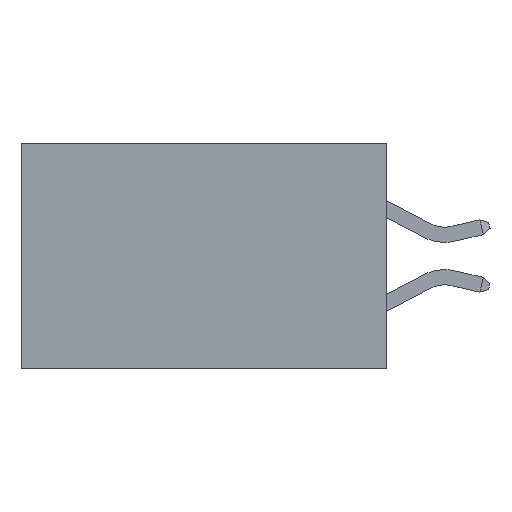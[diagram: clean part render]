
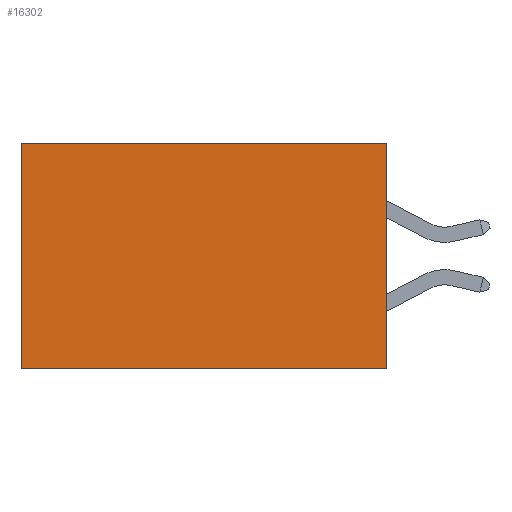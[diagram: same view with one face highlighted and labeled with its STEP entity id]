
A CAD part, left-side view. The second image highlights one B-rep face of the part: STEP entity #16302.
In plain terms, the highlighted planar face has unit normal (-1, 0, 0).
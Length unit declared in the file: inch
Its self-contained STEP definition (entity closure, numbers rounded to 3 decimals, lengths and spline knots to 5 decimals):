
#272 = EDGE_CURVE ( 'NONE', #11136, #12882, #1105, .T. ) ;
#588 = PLANE ( 'NONE',  #4460 ) ;
#1105 = LINE ( 'NONE', #6630, #1373 ) ;
#1373 = VECTOR ( 'NONE', #7638, 39.37008 ) ;
#1613 = CARTESIAN_POINT ( 'NONE',  ( 0.2615, 0.6, 0. ) ) ;
#2289 = EDGE_CURVE ( 'NONE', #11136, #6968, #13195, .T. ) ;
#2337 = CARTESIAN_POINT ( 'NONE',  ( 0.2615, 0., 0. ) ) ;
#2873 = CARTESIAN_POINT ( 'NONE',  ( 0.2615, 0., -0.37 ) ) ;
#3045 = VECTOR ( 'NONE', #13142, 39.37008 ) ;
#3511 = CARTESIAN_POINT ( 'NONE',  ( 0.2615, 0.6, -0.37 ) ) ;
#3523 = LINE ( 'NONE', #16379, #11332 ) ;
#3675 = ORIENTED_EDGE ( 'NONE', *, *, #272, .T. ) ;
#4460 = AXIS2_PLACEMENT_3D ( 'NONE', #10846, #6794, #14627 ) ;
#5481 = VECTOR ( 'NONE', #8040, 39.37008 ) ;
#6513 = CARTESIAN_POINT ( 'NONE',  ( 0.2615, 0., -0.37 ) ) ;
#6630 = CARTESIAN_POINT ( 'NONE',  ( 0.2615, 0., 0. ) ) ;
#6794 = DIRECTION ( 'NONE',  ( 1., 0., 0. ) ) ;
#6968 = VERTEX_POINT ( 'NONE', #6513 ) ;
#7638 = DIRECTION ( 'NONE',  ( 0., 1., 0. ) ) ;
#8040 = DIRECTION ( 'NONE',  ( 0., 0., -1. ) ) ;
#9831 = EDGE_CURVE ( 'NONE', #6968, #15573, #3523, .T. ) ;
#10672 = LINE ( 'NONE', #15761, #3045 ) ;
#10761 = EDGE_LOOP ( 'NONE', ( #15965, #16613, #14037, #3675 ) ) ;
#10846 = CARTESIAN_POINT ( 'NONE',  ( 0.2615, 0., -0.37 ) ) ;
#11074 = DIRECTION ( 'NONE',  ( 0., 1., 0. ) ) ;
#11136 = VERTEX_POINT ( 'NONE', #2337 ) ;
#11332 = VECTOR ( 'NONE', #11074, 39.37008 ) ;
#12313 = EDGE_CURVE ( 'NONE', #12882, #15573, #10672, .T. ) ;
#12882 = VERTEX_POINT ( 'NONE', #1613 ) ;
#13142 = DIRECTION ( 'NONE',  ( 0., 0., -1. ) ) ;
#13195 = LINE ( 'NONE', #2873, #5481 ) ;
#13622 = FACE_OUTER_BOUND ( 'NONE', #10761, .T. ) ;
#14037 = ORIENTED_EDGE ( 'NONE', *, *, #2289, .F. ) ;
#14627 = DIRECTION ( 'NONE',  ( 0., 0., -1. ) ) ;
#15573 = VERTEX_POINT ( 'NONE', #3511 ) ;
#15761 = CARTESIAN_POINT ( 'NONE',  ( 0.2615, 0.6, -0.37 ) ) ;
#15965 = ORIENTED_EDGE ( 'NONE', *, *, #12313, .T. ) ;
#16302 = ADVANCED_FACE ( 'NONE', ( #13622 ), #588, .F. ) ;
#16379 = CARTESIAN_POINT ( 'NONE',  ( 0.2615, 0., -0.37 ) ) ;
#16613 = ORIENTED_EDGE ( 'NONE', *, *, #9831, .F. ) ;
